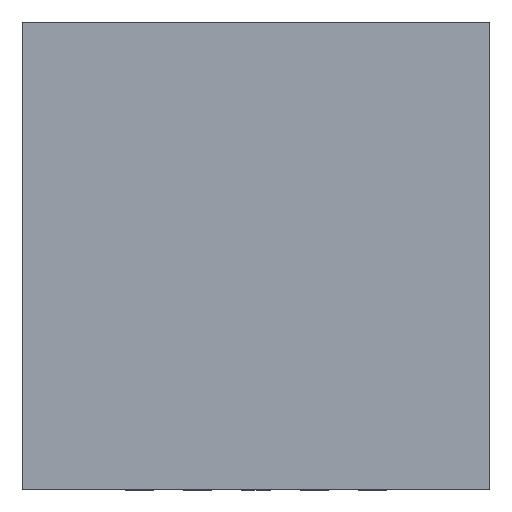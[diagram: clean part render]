
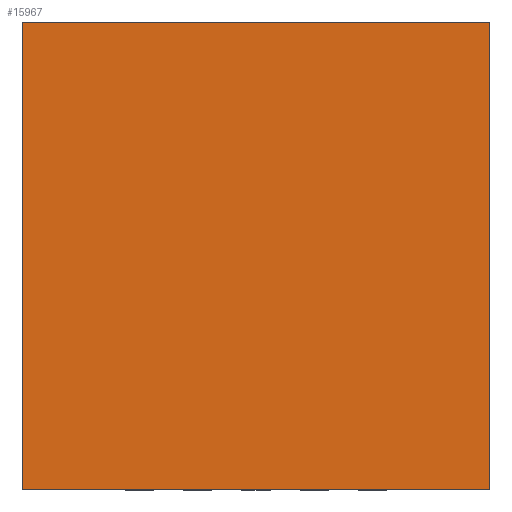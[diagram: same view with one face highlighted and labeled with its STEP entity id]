
A CAD part, top view. The second image highlights one B-rep face of the part: STEP entity #15967.
In plain terms, the highlighted face is planar.
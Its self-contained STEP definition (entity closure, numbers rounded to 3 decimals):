
#12066=DIRECTION('',(0.,0.,1.));
#12067=VECTOR('',#12066,4.);
#12068=CARTESIAN_POINT('',(-2.,0.775,-2.));
#12069=LINE('',#12068,#12067);
#12073=DIRECTION('',(-1.,0.,0.));
#12074=VECTOR('',#12073,4.);
#12075=CARTESIAN_POINT('',(2.,0.775,-2.));
#12076=LINE('',#12075,#12074);
#12080=DIRECTION('',(0.,0.,-1.));
#12081=VECTOR('',#12080,4.);
#12082=CARTESIAN_POINT('',(2.,0.775,2.));
#12083=LINE('',#12082,#12081);
#12087=DIRECTION('',(1.,0.,0.));
#12088=VECTOR('',#12087,4.);
#12089=CARTESIAN_POINT('',(-2.,0.775,2.));
#12090=LINE('',#12089,#12088);
#13204=CARTESIAN_POINT('',(-2.,0.775,-2.));
#13205=CARTESIAN_POINT('',(-2.,0.775,2.));
#13206=VERTEX_POINT('',#13204);
#13207=VERTEX_POINT('',#13205);
#13208=CARTESIAN_POINT('',(2.,0.775,2.));
#13209=VERTEX_POINT('',#13208);
#13210=CARTESIAN_POINT('',(2.,0.775,-2.));
#13211=VERTEX_POINT('',#13210);
#15956=CARTESIAN_POINT('',(0.,0.775,0.));
#15957=DIRECTION('',(0.,1.,0.));
#15958=DIRECTION('',(1.,0.,0.));
#15959=AXIS2_PLACEMENT_3D('',#15956,#15957,#15958);
#15960=PLANE('',#15959);
#15961=ORIENTED_EDGE('',*,*,#14438,.F.);
#15962=ORIENTED_EDGE('',*,*,#14549,.F.);
#15963=ORIENTED_EDGE('',*,*,#15181,.F.);
#15964=ORIENTED_EDGE('',*,*,#15784,.F.);
#15965=EDGE_LOOP('',(#15961,#15962,#15963,#15964));
#15966=FACE_OUTER_BOUND('',#15965,.F.);
#15967=ADVANCED_FACE('',(#15966),#15960,.T.);
#14438=EDGE_CURVE('',#13206,#13207,#12069,.T.);
#14549=EDGE_CURVE('',#13211,#13206,#12076,.T.);
#15181=EDGE_CURVE('',#13209,#13211,#12083,.T.);
#15784=EDGE_CURVE('',#13207,#13209,#12090,.T.);
